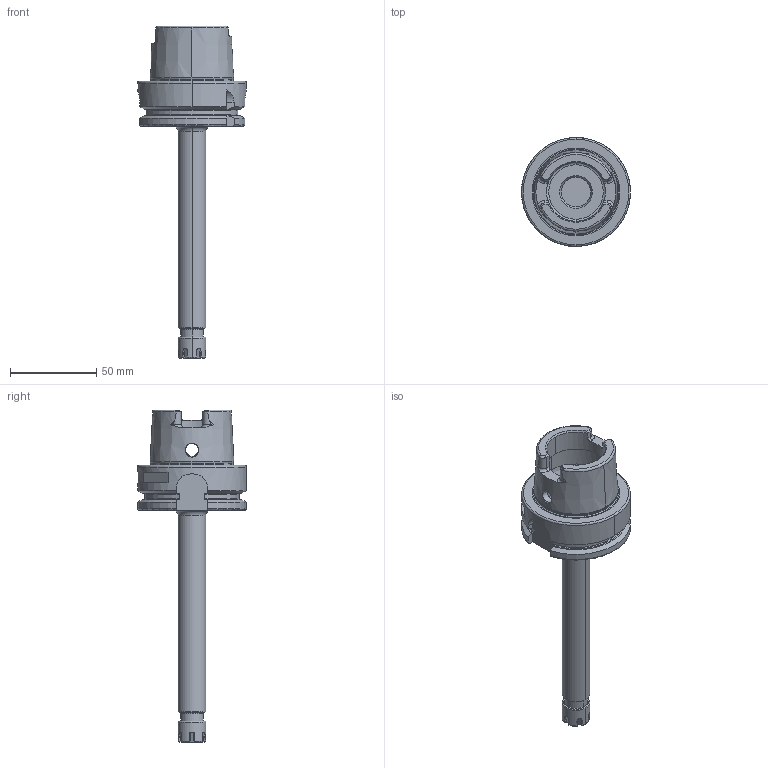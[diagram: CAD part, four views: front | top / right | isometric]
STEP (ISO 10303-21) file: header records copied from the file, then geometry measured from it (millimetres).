
FILE_DESCRIPTION((''),'2;1');
FILE_NAME('A63_02_07_2','2020-04-10T',('103090'),(''),'CREO PARAMETRIC BY PTC INC, 2015290','CREO PARAMETRIC BY PTC INC, 2015290','');
FILE_SCHEMA(('CONFIG_CONTROL_DESIGN'));
Length unit declared in the file: millimetre
Products named in the file (1): A63_02_07_2
Bounding box: 63 x 63 x 192 mm (x, y, z)
Volume: 102065.8 mm3; surface area: 32213.3 mm2
Topology: 1 solids, 1 shells, 236 faces, 602 edges, 377 vertices
Faces by surface type: plane 74, cylinder 69, torus 53, cone 36, bspline 4
Entity records: 8258 total; most frequent: CARTESIAN_POINT 2605, ORIENTED_EDGE 1200, DIRECTION 1171, EDGE_CURVE 600, AXIS2_PLACEMENT_3D 482, VERTEX_POINT 377, EDGE_LOOP 251, CIRCLE 247
